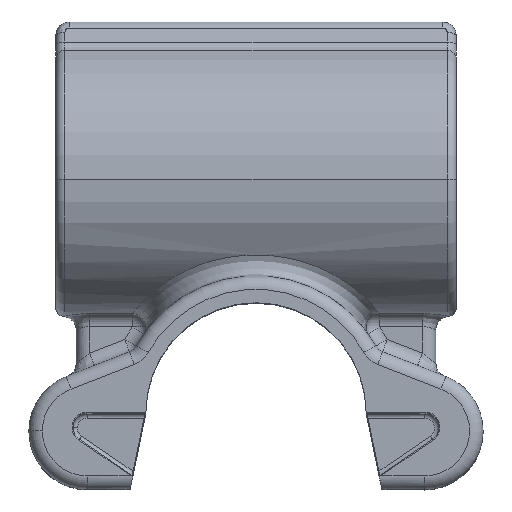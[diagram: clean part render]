
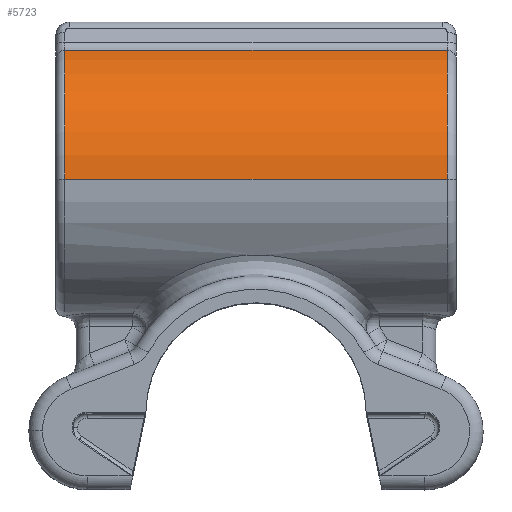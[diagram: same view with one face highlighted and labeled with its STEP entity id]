
A CAD part, top view. The second image highlights one B-rep face of the part: STEP entity #5723.
In plain terms, the highlighted cylindrical face has radius 30.5 mm (diameter 61 mm), a partial arc.
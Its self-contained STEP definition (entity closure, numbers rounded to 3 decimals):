
#271 = AXIS2_PLACEMENT_3D ( 'NONE', #6041, #3181, #6860 ) ;
#778 = DIRECTION ( 'NONE',  ( 0., 0., 1. ) ) ;
#1658 = EDGE_CURVE ( 'NONE', #7995, #4437, #3805, .T. ) ;
#2093 = ORIENTED_EDGE ( 'NONE', *, *, #1658, .T. ) ;
#2756 = DIRECTION ( 'NONE',  ( -1., 0., 0. ) ) ;
#2768 = VECTOR ( 'NONE', #6959, 1000. ) ;
#2832 = EDGE_CURVE ( 'NONE', #5371, #9232, #4118, .T. ) ;
#2917 = ORIENTED_EDGE ( 'NONE', *, *, #4655, .F. ) ;
#2955 = CARTESIAN_POINT ( 'NONE',  ( 42.5, 52., -8.5 ) ) ;
#3058 = ORIENTED_EDGE ( 'NONE', *, *, #2832, .T. ) ;
#3181 = DIRECTION ( 'NONE',  ( -1., 0., 0. ) ) ;
#3765 = DIRECTION ( 'NONE',  ( 1., 0., 0. ) ) ;
#3805 = CIRCLE ( 'NONE', #8498, 30.5 ) ;
#4118 = CIRCLE ( 'NONE', #6337, 30.5 ) ;
#4339 = CARTESIAN_POINT ( 'NONE',  ( 42.5, 80.693, 1.842 ) ) ;
#4424 = CARTESIAN_POINT ( 'NONE',  ( -42.5, 52., -8.5 ) ) ;
#4437 = VERTEX_POINT ( 'NONE', #4339 ) ;
#4655 = EDGE_CURVE ( 'NONE', #7995, #9232, #8034, .T. ) ;
#5113 = DIRECTION ( 'NONE',  ( -1., 0., 0. ) ) ;
#5371 = VERTEX_POINT ( 'NONE', #8825 ) ;
#5723 = ADVANCED_FACE ( 'NONE', ( #8942 ), #8142, .T. ) ;
#5846 = LINE ( 'NONE', #6203, #2768 ) ;
#6041 = CARTESIAN_POINT ( 'NONE',  ( 44.5, 52., -8.5 ) ) ;
#6203 = CARTESIAN_POINT ( 'NONE',  ( 44.5, 80.693, 1.842 ) ) ;
#6337 = AXIS2_PLACEMENT_3D ( 'NONE', #4424, #3765, #6631 ) ;
#6455 = CARTESIAN_POINT ( 'NONE',  ( -42.5, 52., 22. ) ) ;
#6631 = DIRECTION ( 'NONE',  ( 0., 0., 1. ) ) ;
#6860 = DIRECTION ( 'NONE',  ( 0., 0., 1. ) ) ;
#6959 = DIRECTION ( 'NONE',  ( -1., 0., 0. ) ) ;
#7211 = ORIENTED_EDGE ( 'NONE', *, *, #9099, .T. ) ;
#7897 = CARTESIAN_POINT ( 'NONE',  ( 42.5, 52., 22. ) ) ;
#7995 = VERTEX_POINT ( 'NONE', #7897 ) ;
#8034 = LINE ( 'NONE', #8249, #9188 ) ;
#8142 = CYLINDRICAL_SURFACE ( 'NONE', #271, 30.5 ) ;
#8249 = CARTESIAN_POINT ( 'NONE',  ( 44.5, 52., 22. ) ) ;
#8403 = EDGE_LOOP ( 'NONE', ( #2917, #2093, #7211, #3058 ) ) ;
#8498 = AXIS2_PLACEMENT_3D ( 'NONE', #2955, #5113, #778 ) ;
#8825 = CARTESIAN_POINT ( 'NONE',  ( -42.5, 80.693, 1.842 ) ) ;
#8942 = FACE_OUTER_BOUND ( 'NONE', #8403, .T. ) ;
#9099 = EDGE_CURVE ( 'NONE', #4437, #5371, #5846, .T. ) ;
#9188 = VECTOR ( 'NONE', #2756, 1000. ) ;
#9232 = VERTEX_POINT ( 'NONE', #6455 ) ;
